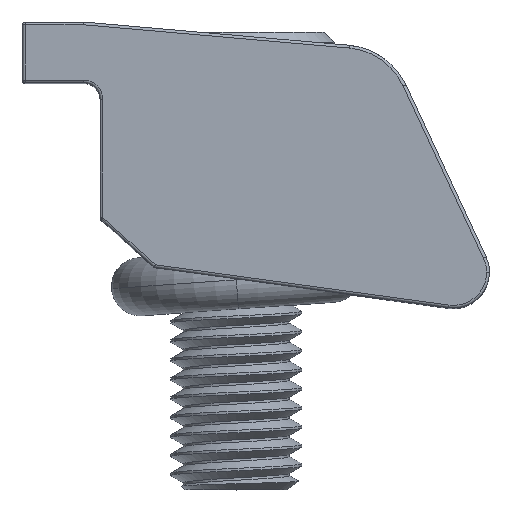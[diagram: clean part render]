
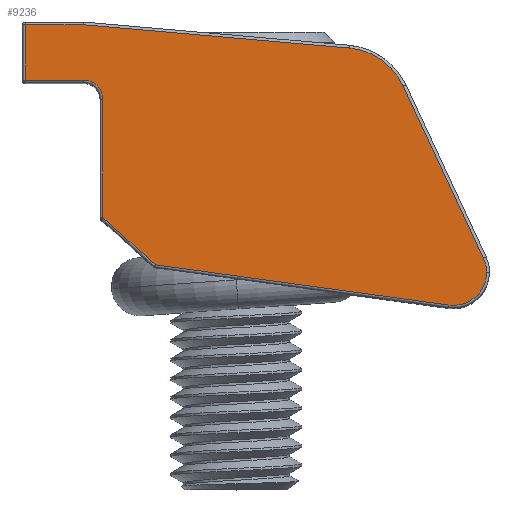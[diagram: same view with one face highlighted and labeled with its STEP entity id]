
A CAD part, top view. The second image highlights one B-rep face of the part: STEP entity #9236.
In plain terms, the highlighted planar face has unit normal (0, 0, 1).
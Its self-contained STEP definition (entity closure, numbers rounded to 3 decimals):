
#229 = CARTESIAN_POINT ( 'NONE',  ( 39.56, -22.97, 19.05 ) ) ;
#294 = EDGE_CURVE ( 'NONE', #4861, #7160, #5009, .T. ) ;
#360 = CARTESIAN_POINT ( 'NONE',  ( 12.174, -22.295, 19.05 ) ) ;
#458 = CARTESIAN_POINT ( 'NONE',  ( 0.254, -22.97, 19.05 ) ) ;
#660 = EDGE_LOOP ( 'NONE', ( #2417, #4133, #9272, #4151, #5310, #3859, #6344, #7013, #8516, #7842, #2419, #5531 ) ) ;
#783 = AXIS2_PLACEMENT_3D ( 'NONE', #6379, #1908, #7155 ) ;
#946 = LINE ( 'NONE', #7274, #8545 ) ;
#971 = DIRECTION ( 'NONE',  ( 1., 0., 0. ) ) ;
#1120 = AXIS2_PLACEMENT_3D ( 'NONE', #229, #5364, #971 ) ;
#1248 = VERTEX_POINT ( 'NONE', #2616 ) ;
#1311 = VERTEX_POINT ( 'NONE', #7068 ) ;
#1349 = VECTOR ( 'NONE', #9292, 1000. ) ;
#1352 = CARTESIAN_POINT ( 'NONE',  ( 42.323, -21.682, 19.05 ) ) ;
#1385 = DIRECTION ( 'NONE',  ( 0., 0., -1. ) ) ;
#1578 = LINE ( 'NONE', #4949, #5288 ) ;
#1822 = CIRCLE ( 'NONE', #1120, 3.048 ) ;
#1908 = DIRECTION ( 'NONE',  ( 0., 0., 1. ) ) ;
#2051 = DIRECTION ( 'NONE',  ( 0., 0., 1. ) ) ;
#2077 = DIRECTION ( 'NONE',  ( 0., 0., 1. ) ) ;
#2377 = VERTEX_POINT ( 'NONE', #7255 ) ;
#2417 = ORIENTED_EDGE ( 'NONE', *, *, #5741, .T. ) ;
#2419 = ORIENTED_EDGE ( 'NONE', *, *, #5707, .T. ) ;
#2516 = CARTESIAN_POINT ( 'NONE',  ( 41.275, -3.377, 19.05 ) ) ;
#2616 = CARTESIAN_POINT ( 'NONE',  ( 34.956, -5.884, 19.05 ) ) ;
#2633 = VERTEX_POINT ( 'NONE', #2880 ) ;
#2750 = VECTOR ( 'NONE', #8699, 1000. ) ;
#2776 = CARTESIAN_POINT ( 'NONE',  ( 27.539, -36.227, 19.05 ) ) ;
#2842 = LINE ( 'NONE', #1352, #6516 ) ;
#2880 = CARTESIAN_POINT ( 'NONE',  ( 39.147, -25.99, 19.05 ) ) ;
#3513 = DIRECTION ( 'NONE',  ( 0., -1., 0. ) ) ;
#3859 = ORIENTED_EDGE ( 'NONE', *, *, #5800, .T. ) ;
#4006 = DIRECTION ( 'NONE',  ( -0.996, 0.087, 0. ) ) ;
#4040 = VECTOR ( 'NONE', #9014, 1000. ) ;
#4070 = CARTESIAN_POINT ( 'NONE',  ( 5.577, -0.254, 19.05 ) ) ;
#4133 = ORIENTED_EDGE ( 'NONE', *, *, #5751, .T. ) ;
#4151 = ORIENTED_EDGE ( 'NONE', *, *, #5869, .T. ) ;
#4635 = CARTESIAN_POINT ( 'NONE',  ( 42.608, -22.97, 19.05 ) ) ;
#4747 = LINE ( 'NONE', #2776, #2750 ) ;
#4834 = CARTESIAN_POINT ( 'NONE',  ( 5.588, -5.334, 19.05 ) ) ;
#4858 = VERTEX_POINT ( 'NONE', #8413 ) ;
#4861 = VERTEX_POINT ( 'NONE', #5507 ) ;
#4918 = CARTESIAN_POINT ( 'NONE',  ( 42.323, -21.682, 19.05 ) ) ;
#4949 = CARTESIAN_POINT ( 'NONE',  ( 39.56, -0.254, 19.05 ) ) ;
#5009 = LINE ( 'NONE', #2516, #8910 ) ;
#5158 = AXIS2_PLACEMENT_3D ( 'NONE', #5823, #1385, #6591 ) ;
#5221 = EDGE_CURVE ( 'NONE', #2633, #7329, #1822, .T. ) ;
#5288 = VECTOR ( 'NONE', #5700, 1000. ) ;
#5310 = ORIENTED_EDGE ( 'NONE', *, *, #5787, .T. ) ;
#5364 = DIRECTION ( 'NONE',  ( 0., 0., 1. ) ) ;
#5507 = CARTESIAN_POINT ( 'NONE',  ( 29.963, -2.387, 19.05 ) ) ;
#5531 = ORIENTED_EDGE ( 'NONE', *, *, #294, .T. ) ;
#5700 = DIRECTION ( 'NONE',  ( -1., 0., 0. ) ) ;
#5707 = EDGE_CURVE ( 'NONE', #1248, #4861, #9377, .T. ) ;
#5739 = VERTEX_POINT ( 'NONE', #4918 ) ;
#5741 = EDGE_CURVE ( 'NONE', #7160, #2377, #1578, .T. ) ;
#5751 = EDGE_CURVE ( 'NONE', #2377, #4858, #9179, .T. ) ;
#5787 = EDGE_CURVE ( 'NONE', #7306, #1311, #946, .T. ) ;
#5800 = EDGE_CURVE ( 'NONE', #1311, #7966, #4747, .T. ) ;
#5802 = EDGE_CURVE ( 'NONE', #7329, #5739, #6764, .T. ) ;
#5815 = EDGE_CURVE ( 'NONE', #5739, #1248, #2842, .T. ) ;
#5823 = CARTESIAN_POINT ( 'NONE',  ( 5.588, -7.112, 19.05 ) ) ;
#5869 = EDGE_CURVE ( 'NONE', #9176, #7306, #6292, .T. ) ;
#6292 = CIRCLE ( 'NONE', #5158, 1.778 ) ;
#6344 = ORIENTED_EDGE ( 'NONE', *, *, #6388, .T. ) ;
#6379 = CARTESIAN_POINT ( 'NONE',  ( 29.432, -8.46, 19.05 ) ) ;
#6388 = EDGE_CURVE ( 'NONE', #7966, #2633, #8225, .T. ) ;
#6405 = EDGE_CURVE ( 'NONE', #4858, #9176, #8008, .T. ) ;
#6516 = VECTOR ( 'NONE', #7298, 1000. ) ;
#6559 = CARTESIAN_POINT ( 'NONE',  ( 39.56, -22.97, 19.05 ) ) ;
#6591 = DIRECTION ( 'NONE',  ( 1., 0., 0. ) ) ;
#6764 = CIRCLE ( 'NONE', #7248, 3.048 ) ;
#6869 = CARTESIAN_POINT ( 'NONE',  ( 7.366, -7.112, 19.05 ) ) ;
#6921 = DIRECTION ( 'NONE',  ( 1., 0., 0. ) ) ;
#7013 = ORIENTED_EDGE ( 'NONE', *, *, #5221, .T. ) ;
#7068 = CARTESIAN_POINT ( 'NONE',  ( 7.366, -17.935, 19.05 ) ) ;
#7155 = DIRECTION ( 'NONE',  ( 1., 0., 0. ) ) ;
#7160 = VERTEX_POINT ( 'NONE', #4070 ) ;
#7248 = AXIS2_PLACEMENT_3D ( 'NONE', #6559, #2077, #7325 ) ;
#7255 = CARTESIAN_POINT ( 'NONE',  ( 0.254, -0.254, 19.05 ) ) ;
#7274 = CARTESIAN_POINT ( 'NONE',  ( 7.366, -22.97, 19.05 ) ) ;
#7298 = DIRECTION ( 'NONE',  ( -0.423, 0.906, 0. ) ) ;
#7303 = DIRECTION ( 'NONE',  ( 1., 0., 0. ) ) ;
#7306 = VERTEX_POINT ( 'NONE', #6869 ) ;
#7325 = DIRECTION ( 'NONE',  ( 1., 0., 0. ) ) ;
#7329 = VERTEX_POINT ( 'NONE', #4635 ) ;
#7806 = VECTOR ( 'NONE', #6921, 1000. ) ;
#7842 = ORIENTED_EDGE ( 'NONE', *, *, #5815, .T. ) ;
#7934 = FACE_OUTER_BOUND ( 'NONE', #660, .T. ) ;
#7966 = VERTEX_POINT ( 'NONE', #360 ) ;
#8008 = LINE ( 'NONE', #8357, #7806 ) ;
#8190 = AXIS2_PLACEMENT_3D ( 'NONE', #8678, #2051, #7303 ) ;
#8225 = LINE ( 'NONE', #8323, #4040 ) ;
#8323 = CARTESIAN_POINT ( 'NONE',  ( 39.147, -25.99, 19.05 ) ) ;
#8357 = CARTESIAN_POINT ( 'NONE',  ( 39.56, -5.334, 19.05 ) ) ;
#8413 = CARTESIAN_POINT ( 'NONE',  ( 0.254, -5.334, 19.05 ) ) ;
#8516 = ORIENTED_EDGE ( 'NONE', *, *, #5802, .T. ) ;
#8545 = VECTOR ( 'NONE', #3513, 1000. ) ;
#8678 = CARTESIAN_POINT ( 'NONE',  ( 39.56, -22.97, 19.05 ) ) ;
#8699 = DIRECTION ( 'NONE',  ( 0.741, -0.672, 0. ) ) ;
#8910 = VECTOR ( 'NONE', #4006, 1000. ) ;
#9014 = DIRECTION ( 'NONE',  ( 0.991, -0.136, 0. ) ) ;
#9176 = VERTEX_POINT ( 'NONE', #4834 ) ;
#9179 = LINE ( 'NONE', #458, #1349 ) ;
#9236 = ADVANCED_FACE ( 'NONE', ( #7934 ), #9372, .T. ) ;
#9272 = ORIENTED_EDGE ( 'NONE', *, *, #6405, .T. ) ;
#9292 = DIRECTION ( 'NONE',  ( 0., -1., 0. ) ) ;
#9372 = PLANE ( 'NONE',  #8190 ) ;
#9377 = CIRCLE ( 'NONE', #783, 6.096 ) ;
